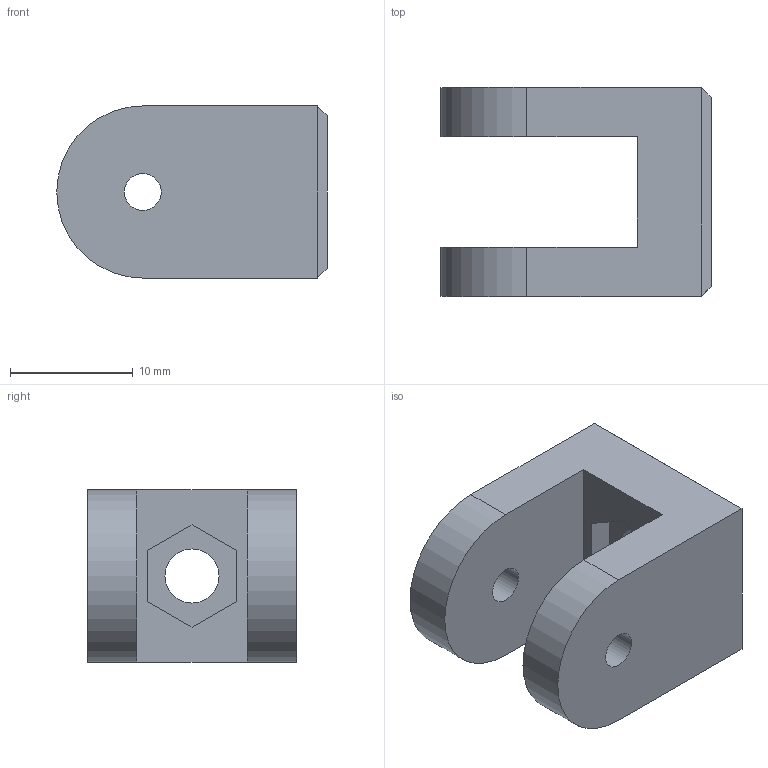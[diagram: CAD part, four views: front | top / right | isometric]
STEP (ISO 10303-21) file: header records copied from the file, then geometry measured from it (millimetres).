
FILE_DESCRIPTION(('FreeCAD Model'),'2;1');
FILE_NAME('Tensioner_IdlerHolder_Bolt.step','2020-08-11T22:07:03',( ''),(''),'Open CASCADE STEP processor 7.3','FreeCAD','Unknown');
FILE_SCHEMA(('CONFIG_CONTROL_DESIGN','SHAPE_APPEARANCE_LAYER_MIM'));
Length unit declared in the file: millimetre
Products named in the file (1): Tensioner_IdlerHolder_Bolt
Bounding box: 22 x 17 x 14 mm (x, y, z)
Volume: 2825.4 mm3; surface area: 1959.6 mm2
Topology: 1 solids, 1 shells, 24 faces, 59 edges, 38 vertices
Faces by surface type: plane 19, cylinder 5
Full cylindrical faces by diameter (mm): 3 x2, 4.4 x1
Entity records: 764 total; most frequent: CARTESIAN_POINT 122, DIRECTION 119, ORIENTED_EDGE 118, EDGE_CURVE 59, LINE 49, VECTOR 49, VERTEX_POINT 38, AXIS2_PLACEMENT_3D 35
